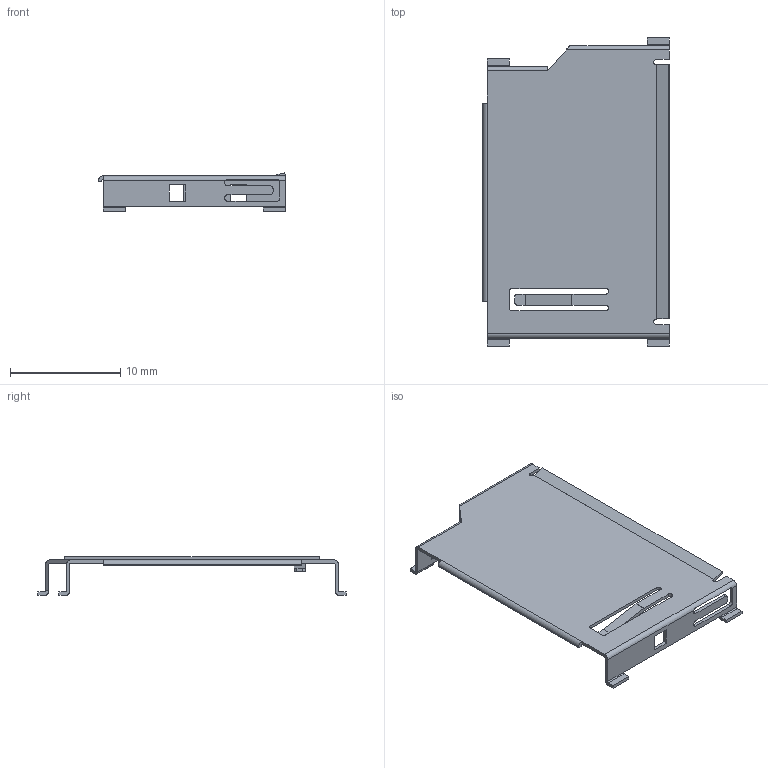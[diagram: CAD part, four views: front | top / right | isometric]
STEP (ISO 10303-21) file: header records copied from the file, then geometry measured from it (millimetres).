
FILE_DESCRIPTION(/* description */ ('Unknown'),/* implementation_level */ '2;1');
FILE_NAME(/* name */ 'SDCardSlotplate',/* time_stamp */ '2017-01-13T01:11:15+01:00',/* author */ ('Unknown'),/* organization */ ('Unknown'),/* preprocessor_version */ 'ST-DEVELOPER v16.7',/* originating_system */ 'DEX',/* authorisation */ $);
FILE_SCHEMA (('AUTOMOTIVE_DESIGN {1 0 10303 214 3 1 1}'));
Length unit declared in the file: millimetre
Products named in the file (1): SDCardSlotplate
Bounding box: 16.9 x 27.9 x 3.49 mm (x, y, z)
Volume: 147.6 mm3; surface area: 1041.8 mm2
Topology: 1 solids, 1 shells, 108 faces, 306 edges, 198 vertices
Faces by surface type: plane 73, cylinder 35
Entity records: 3528 total; most frequent: CARTESIAN_POINT 625, ORIENTED_EDGE 612, DIRECTION 588, EDGE_CURVE 306, LINE 234, VECTOR 234, VERTEX_POINT 198, AXIS2_PLACEMENT_3D 177
